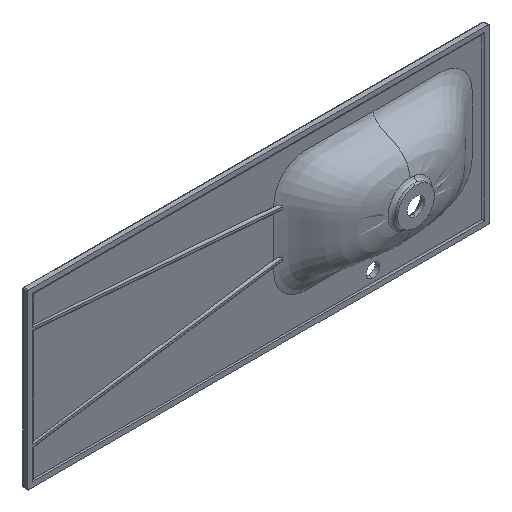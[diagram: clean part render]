
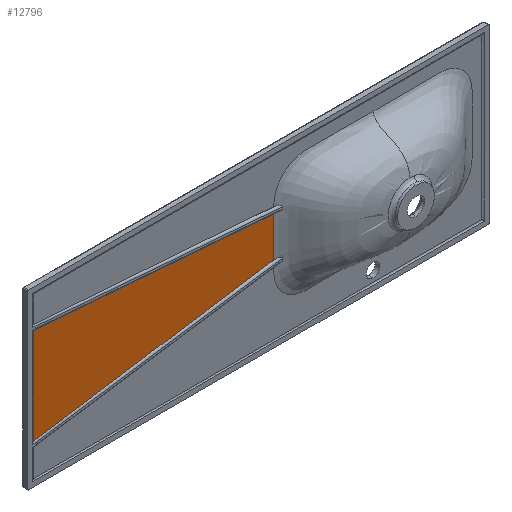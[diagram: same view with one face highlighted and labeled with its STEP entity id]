
A CAD part, isometric view. The second image highlights one B-rep face of the part: STEP entity #12796.
In plain terms, the highlighted planar face has unit normal (0, -1, 0).
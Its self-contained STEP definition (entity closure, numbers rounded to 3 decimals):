
#7 = ORIENTED_EDGE ( 'NONE', *, *, #4411, .F. ) ;
#1201 = CARTESIAN_POINT ( 'NONE',  ( -257.843, -12., 77.164 ) ) ;
#1651 = CARTESIAN_POINT ( 'NONE',  ( -257.86, -12., -27.479 ) ) ;
#1986 = LINE ( 'NONE', #7373, #21158 ) ;
#2781 = ORIENTED_EDGE ( 'NONE', *, *, #9562, .F. ) ;
#2967 = PLANE ( 'NONE',  #21572 ) ;
#3450 = EDGE_CURVE ( 'NONE', #12642, #10961, #5050, .T. ) ;
#3500 = DIRECTION ( 'NONE',  ( 0., 0., 1. ) ) ;
#4411 = EDGE_CURVE ( 'NONE', #12642, #22328, #7258, .T. ) ;
#4491 = DIRECTION ( 'NONE',  ( 0., 1., 0. ) ) ;
#4760 = EDGE_CURVE ( 'NONE', #18058, #20086, #1986, .T. ) ;
#5050 = B_SPLINE_CURVE_WITH_KNOTS ( 'NONE', 3,
 ( #11694, #22400, #8212, #10177, #15527, #1201 ),
 .UNSPECIFIED., .F., .F.,
 ( 4, 2, 4 ),
 ( 0.334, 0.388, 0.441 ),
 .UNSPECIFIED. ) ;
#5247 = CARTESIAN_POINT ( 'NONE',  ( -365.382, -12., 85.366 ) ) ;
#6198 = CARTESIAN_POINT ( 'NONE',  ( -365.756, -12., -43.938 ) ) ;
#6428 = CARTESIAN_POINT ( 'NONE',  ( -731.515, -12., -100.02 ) ) ;
#6889 = CARTESIAN_POINT ( 'NONE',  ( -553.823, -12., 99.738 ) ) ;
#7021 = LINE ( 'NONE', #14224, #14133 ) ;
#7258 = LINE ( 'NONE', #19355, #8164 ) ;
#7373 = CARTESIAN_POINT ( 'NONE',  ( -883.093, -12., 126.071 ) ) ;
#8164 = VECTOR ( 'NONE', #12601, 1000. ) ;
#8212 = CARTESIAN_POINT ( 'NONE',  ( -257.899, -12., 7.401 ) ) ;
#8374 = ORIENTED_EDGE ( 'NONE', *, *, #4760, .F. ) ;
#9241 =( BOUNDED_CURVE ( )  B_SPLINE_CURVE ( 3, ( #6198, #15142, #6428, #17118 ),
 .UNSPECIFIED., .F., .T. ) 
 B_SPLINE_CURVE_WITH_KNOTS ( ( 4, 4 ),
 ( 4.765, 5.349 ),
 .UNSPECIFIED. ) 
 CURVE ( )  GEOMETRIC_REPRESENTATION_ITEM ( )  RATIONAL_B_SPLINE_CURVE ( ( 1., 0.972, 0.972, 1. ) ) 
 REPRESENTATION_ITEM ( '' )  );
#9562 = EDGE_CURVE ( 'NONE', #20086, #21208, #21896, .T. ) ;
#10177 = CARTESIAN_POINT ( 'NONE',  ( -257.894, -12., 42.283 ) ) ;
#10518 = CARTESIAN_POINT ( 'NONE',  ( 0., -12., 0. ) ) ;
#10831 = CARTESIAN_POINT ( 'NONE',  ( -731.411, -12., 113.569 ) ) ;
#10910 = CARTESIAN_POINT ( 'NONE',  ( -883.093, -12., 125.685 ) ) ;
#10961 = VERTEX_POINT ( 'NONE', #16293 ) ;
#11060 = CARTESIAN_POINT ( 'NONE',  ( -883.093, -12., -123.693 ) ) ;
#11694 = CARTESIAN_POINT ( 'NONE',  ( -257.86, -12., -27.479 ) ) ;
#11706 = ORIENTED_EDGE ( 'NONE', *, *, #15513, .F. ) ;
#12601 = DIRECTION ( 'NONE',  ( -0.989, 0., -0.151 ) ) ;
#12642 = VERTEX_POINT ( 'NONE', #1651 ) ;
#12796 = ADVANCED_FACE ( 'NONE', ( #22094 ), #2967, .F. ) ;
#14093 = EDGE_CURVE ( 'NONE', #21208, #10961, #7021, .T. ) ;
#14111 = DIRECTION ( 'NONE',  ( 0.997, 0., -0.076 ) ) ;
#14133 = VECTOR ( 'NONE', #14111, 1000. ) ;
#14224 = CARTESIAN_POINT ( 'NONE',  ( -895.558, -12., 125.803 ) ) ;
#14336 = EDGE_LOOP ( 'NONE', ( #11706, #7, #15455, #18519, #2781, #8374 ) ) ;
#14986 = DIRECTION ( 'NONE',  ( 0., 0., 1. ) ) ;
#15142 = CARTESIAN_POINT ( 'NONE',  ( -554.062, -12., -72.663 ) ) ;
#15455 = ORIENTED_EDGE ( 'NONE', *, *, #3450, .T. ) ;
#15513 = EDGE_CURVE ( 'NONE', #22328, #18058, #9241, .T. ) ;
#15527 = CARTESIAN_POINT ( 'NONE',  ( -257.876, -12., 59.723 ) ) ;
#16293 = CARTESIAN_POINT ( 'NONE',  ( -257.843, -12., 77.164 ) ) ;
#17118 = CARTESIAN_POINT ( 'NONE',  ( -883.093, -12., -123.693 ) ) ;
#17698 = CARTESIAN_POINT ( 'NONE',  ( -883.093, -12., 125.685 ) ) ;
#18058 = VERTEX_POINT ( 'NONE', #11060 ) ;
#18519 = ORIENTED_EDGE ( 'NONE', *, *, #14093, .F. ) ;
#18691 = CARTESIAN_POINT ( 'NONE',  ( -365.382, -12., 85.366 ) ) ;
#19355 = CARTESIAN_POINT ( 'NONE',  ( -240., -12., -24.755 ) ) ;
#20086 = VERTEX_POINT ( 'NONE', #10910 ) ;
#20552 = CARTESIAN_POINT ( 'NONE',  ( -365.756, -12., -43.938 ) ) ;
#21158 = VECTOR ( 'NONE', #3500, 1000. ) ;
#21208 = VERTEX_POINT ( 'NONE', #18691 ) ;
#21572 = AXIS2_PLACEMENT_3D ( 'NONE', #10518, #4491, #14986 ) ;
#21896 =( BOUNDED_CURVE ( )  B_SPLINE_CURVE ( 3, ( #17698, #10831, #6889, #5247 ),
 .UNSPECIFIED., .F., .T. ) 
 B_SPLINE_CURVE_WITH_KNOTS ( ( 4, 4 ),
 ( 4.076, 4.66 ),
 .UNSPECIFIED. ) 
 CURVE ( )  GEOMETRIC_REPRESENTATION_ITEM ( )  RATIONAL_B_SPLINE_CURVE ( ( 1., 0.972, 0.972, 1. ) ) 
 REPRESENTATION_ITEM ( '' )  );
#22094 = FACE_OUTER_BOUND ( 'NONE', #14336, .T. ) ;
#22328 = VERTEX_POINT ( 'NONE', #20552 ) ;
#22400 = CARTESIAN_POINT ( 'NONE',  ( -257.887, -12., -10.039 ) ) ;
